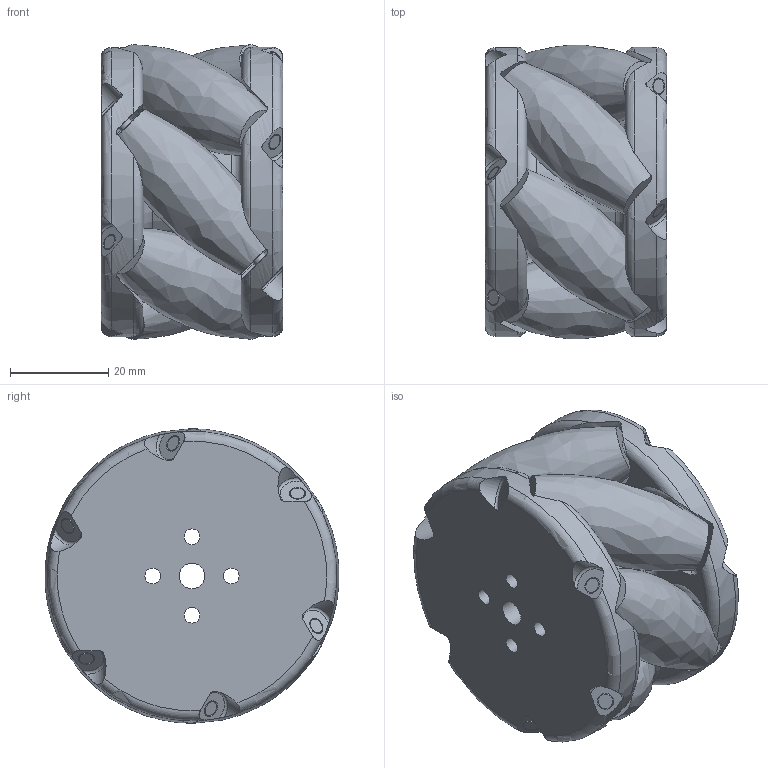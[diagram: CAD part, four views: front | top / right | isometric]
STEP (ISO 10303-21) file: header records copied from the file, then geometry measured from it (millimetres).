
FILE_DESCRIPTION(/* description */ (''),/* implementation_level */ '2;1');
FILE_NAME(/* name */ 'MecanumWheel_2_V6.step',/* time_stamp */ '2025-04-30T16:44:19+09:00',/* author */ (''),/* organization */ (''),/* preprocessor_version */ 'ST-DEVELOPER v20.1',/* originating_system */ 'Autodesk Translation Framework v14.4.0.0',/* authorisation */ '');
FILE_SCHEMA (('AUTOMOTIVE_DESIGN { 1 0 10303 214 3 1 1 }'));
Length unit declared in the file: millimetre
Products named in the file (1): MecanumWheel_2
Bounding box: 37 x 59.89 x 59.99 mm (x, y, z)
Volume: 79614.7 mm3; surface area: 35746.1 mm2
Topology: 14 solids, 14 shells, 210 faces, 533 edges, 355 vertices
Faces by surface type: cylinder 82, plane 56, torus 38, bspline 34
Full cylindrical faces by diameter (mm): 3 x6, 3.2 x8, 3.4 x18, 5.2 x2, 8.141 x6, 8.526 x5, 9.85 x6, 10.198 x5, 24 x2, 58.968 x2
Entity records: 14714 total; most frequent: CARTESIAN_POINT 9867, ORIENTED_EDGE 1066, DIRECTION 854, EDGE_CURVE 533, AXIS2_PLACEMENT_3D 388, VERTEX_POINT 355, EDGE_LOOP 270, B_SPLINE_CURVE_WITH_KNOTS 244
